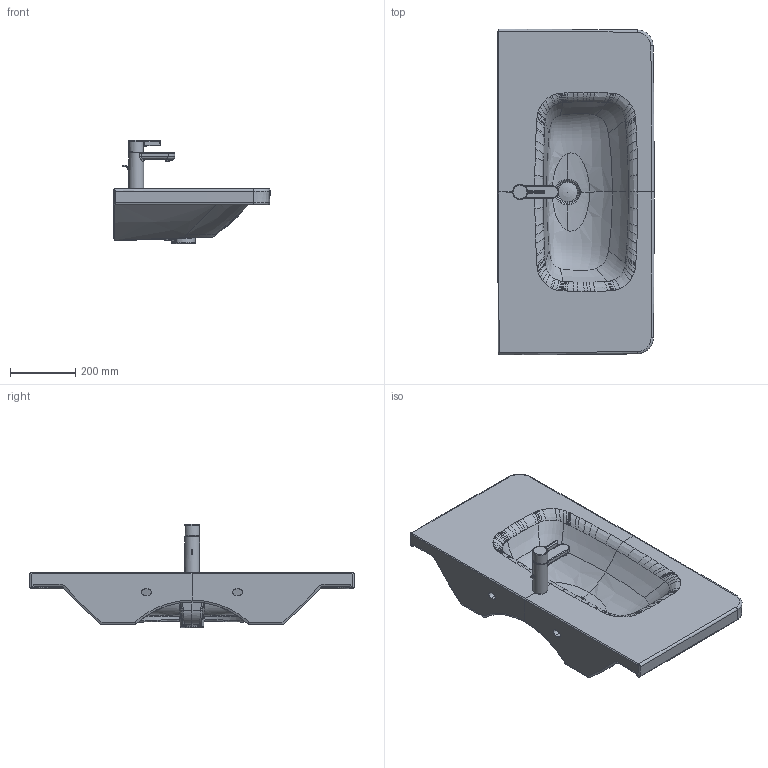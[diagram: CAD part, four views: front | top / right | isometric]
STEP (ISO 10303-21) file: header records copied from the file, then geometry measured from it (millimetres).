
FILE_DESCRIPTION((''),'2;1');
FILE_NAME('232010.stp','2013-05-27T18:20:18',('Administrator'),(''),'Autodesk Inventor 2011','Autodesk Inventor 2011','');
FILE_SCHEMA(('CONFIG_CONTROL_DESIGN'));
Length unit declared in the file: millimetre
Products named in the file (10): 232010; Kelch; Stopfen; Armatur Durastyle Waschtisch; Fassung Sieb; Griff; Gehäuse; Hebel_Ventil; Gleitring
Assembly tree (9 placements, depth 3):
  232010
    232010
    Kelch
    Stopfen
    Armatur Durastyle Waschtisch
      Fassung Sieb
      Griff
      Gehäuse
      Hebel_Ventil
      Gleitring
Bounding box: 480.06 x 999.5 x 317.46 mm (x, y, z)
Volume: 29380297.4 mm3; surface area: 1476951 mm2
Topology: 7 solids, 9 shells, 602 faces, 1545 edges, 945 vertices
Faces by surface type: bspline 361, plane 107, cylinder 83, torus 34, cone 14, sphere 3
Full cylindrical faces by diameter (mm): 4 x2, 20.15 x1, 21.15 x1, 23.15 x1, 35 x1, 42 x1, 44 x1, 46 x2, 60 x1
Entity records: 119812 total; most frequent: CARTESIAN_POINT 106510, ORIENTED_EDGE 3008, DIRECTION 1916, EDGE_CURVE 1506, VERTEX_POINT 935, AXIS2_PLACEMENT_3D 802, B_SPLINE_CURVE_WITH_KNOTS 651, EDGE_LOOP 649
